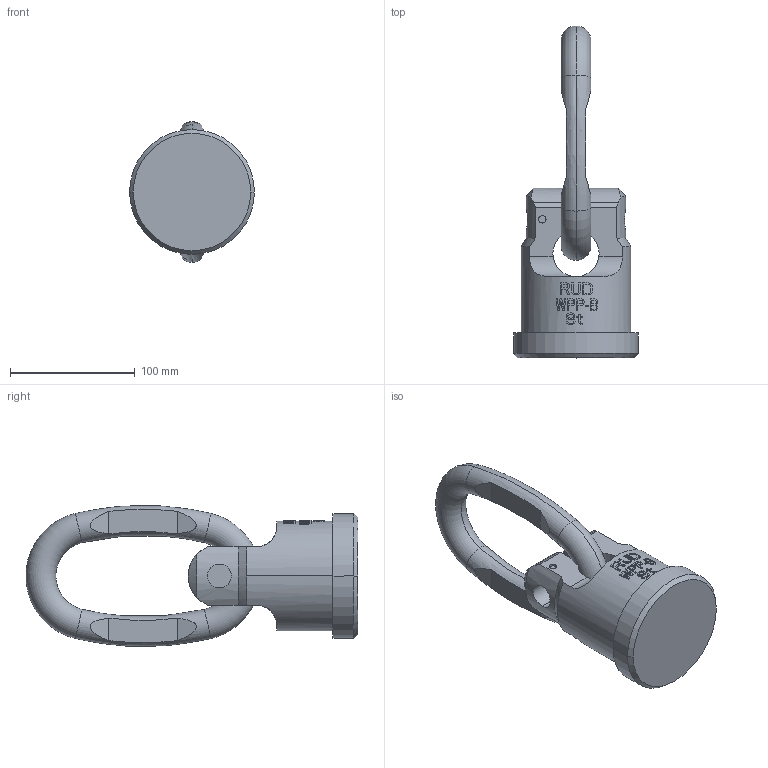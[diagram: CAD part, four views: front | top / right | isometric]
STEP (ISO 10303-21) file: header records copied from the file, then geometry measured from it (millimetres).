
FILE_DESCRIPTION((''),'2;1');
FILE_NAME('001-M31445-P12_ASM','2004-10-11T',('Haas'),(''),'PRO/ENGINEER BY PARAMETRIC TECHNOLOGY CORPORATION, 2003450','PRO/ENGINEER BY PARAMETRIC TECHNOLOGY CORPORATION, 2003450','');
FILE_SCHEMA(('CONFIG_CONTROL_DESIGN'));
Length unit declared in the file: millimetre
Products named in the file (4): 001-M31445-006; 001-M31445-012; 001-M31290-005; 001-M31445-P12_ASM
Assembly tree (3 placements, depth 2):
  001-M31445-P12_ASM
    001-M31445-006
    001-M31445-012
    001-M31290-005
Bounding box: 100 x 265.85 x 112.27 mm (x, y, z)
Volume: 777644.5 mm3; surface area: 97729.3 mm2
Topology: 3 solids, 3 shells, 353 faces, 957 edges, 634 vertices
Faces by surface type: plane 298, cylinder 41, torus 8, cone 6
Entity records: 11641 total; most frequent: CARTESIAN_POINT 3233, ORIENTED_EDGE 1914, DIRECTION 1443, EDGE_CURVE 957, VERTEX_POINT 634, AXIS2_PLACEMENT_3D 512, VECTOR 419, LINE 419
